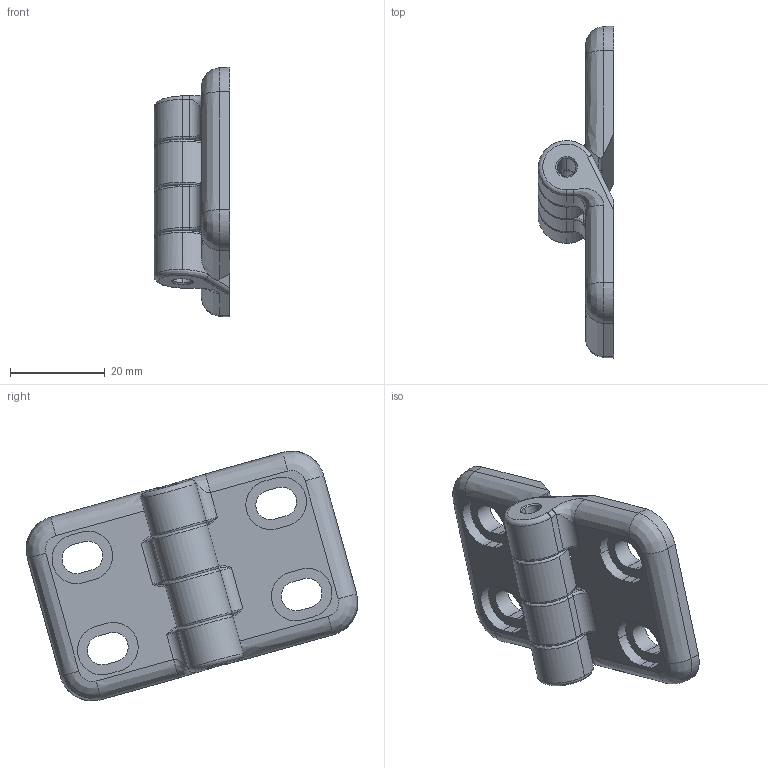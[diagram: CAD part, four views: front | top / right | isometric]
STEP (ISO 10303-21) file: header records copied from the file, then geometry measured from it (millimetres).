
FILE_DESCRIPTION (( 'STEP AP214' ), '1' );
FILE_NAME ('095004.STEP', '2014-08-14T06:26:14', ( '' ), ( '' ), 'SwSTEP 2.0', 'SolidWorks 2014', '' );
FILE_SCHEMA (( 'AUTOMOTIVE_DESIGN' ));
Length unit declared in the file: millimetre
Products named in the file (2): 095004; 095004r
Assembly tree (2 placements, depth 2):
  095004
    095004r  x2
Bounding box: 16 x 70.09 x 52.72 mm (x, y, z)
Volume: 15429.9 mm3; surface area: 8439.6 mm2
Topology: 2 solids, 2 shells, 176 faces, 434 edges, 260 vertices
Faces by surface type: cylinder 76, plane 46, bspline 30, torus 24
Entity records: 3337 total; most frequent: CARTESIAN_POINT 1320, ORIENTED_EDGE 428, DIRECTION 389, EDGE_CURVE 214, AXIS2_PLACEMENT_3D 149, VERTEX_POINT 130, EDGE_LOOP 98, LINE 91
